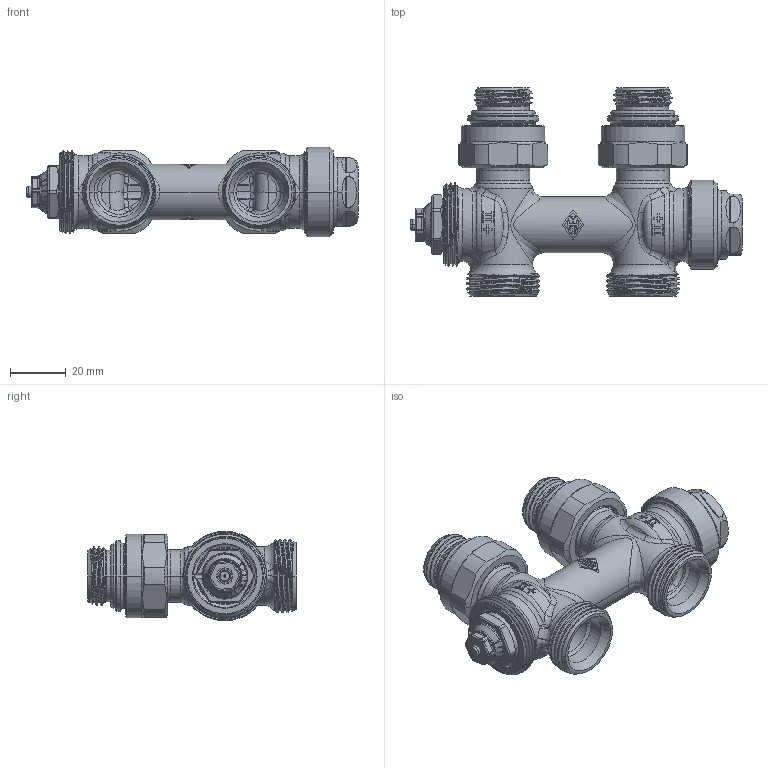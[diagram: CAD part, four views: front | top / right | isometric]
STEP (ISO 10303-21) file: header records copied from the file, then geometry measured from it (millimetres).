
FILE_DESCRIPTION((''),'2;1');
FILE_NAME('3865-02-000-EINGEBAUT_SW0001','2015-03-09T',('marann'),(''),'PRO/ENGINEER BY PARAMETRIC TECHNOLOGY CORPORATION, 2011490','PRO/ENGINEER BY PARAMETRIC TECHNOLOGY CORPORATION, 2011490','');
FILE_SCHEMA(('CONFIG_CONTROL_DESIGN'));
Products named in the file (1): 3865-02-000-EINGEBAUT_SW0001
Bounding box: 118.85 x 74.5 x 32 mm (x, y, z)
Volume: 49073.6 mm3; surface area: 44703 mm2
Topology: 6 solids, 6 shells, 1681 faces, 4196 edges, 2565 vertices
Faces by surface type: cylinder 472, plane 459, bspline 258, cone 246, torus 192, extrusion 50, sphere 4
Entity records: 96325 total; most frequent: CARTESIAN_POINT 59013, ORIENTED_EDGE 8380, DIRECTION 7017, EDGE_CURVE 4190, AXIS2_PLACEMENT_3D 2823, VERTEX_POINT 2565, EDGE_LOOP 1753, FACE_OUTER_BOUND 1681
